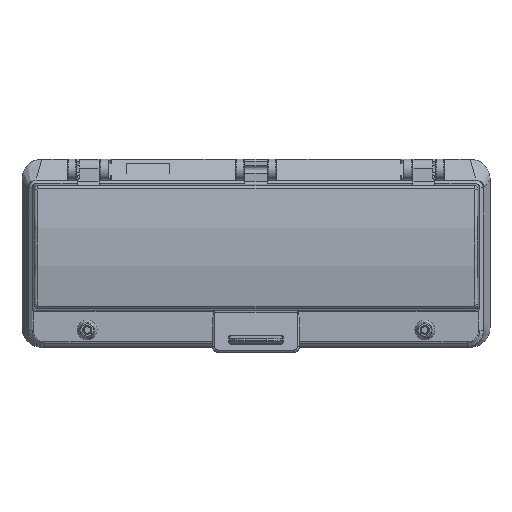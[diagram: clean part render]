
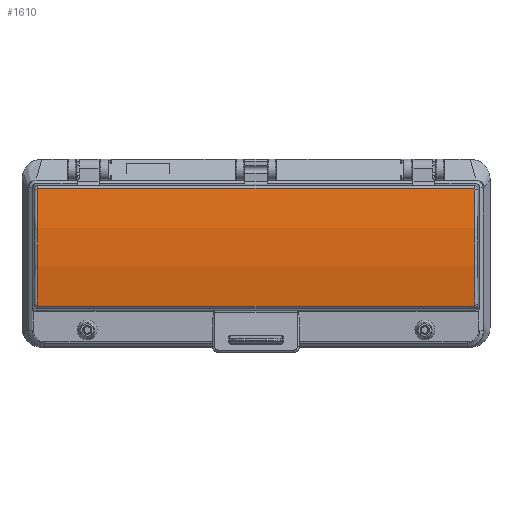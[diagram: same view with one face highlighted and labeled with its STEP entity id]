
A CAD part, top view. The second image highlights one B-rep face of the part: STEP entity #1610.
In plain terms, the highlighted cylindrical face has radius 168.283 mm (diameter 336.566 mm), a partial arc.
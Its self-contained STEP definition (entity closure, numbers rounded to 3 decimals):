
#229=CYLINDRICAL_SURFACE('',#20406,168.283);
#501=B_SPLINE_CURVE_WITH_KNOTS('',3,(#27992,#27993,#27994,#27995,#27996,
#27997,#27998,#27999,#28000,#28001,#28002,#28003),.UNSPECIFIED.,.F.,.F.,
(4,2,2,2,2,4),(0.,0.202,0.404,0.606,
0.814,1.),.UNSPECIFIED.);
#502=B_SPLINE_CURVE_WITH_KNOTS('',3,(#28005,#28006,#28007,#28008),
 .UNSPECIFIED.,.F.,.F.,(4,4),(0.,1.),.UNSPECIFIED.);
#503=B_SPLINE_CURVE_WITH_KNOTS('',3,(#28010,#28011,#28012,#28013),
 .UNSPECIFIED.,.F.,.F.,(4,4),(0.,1.),.UNSPECIFIED.);
#504=B_SPLINE_CURVE_WITH_KNOTS('',3,(#28017,#28018,#28019,#28020),
 .UNSPECIFIED.,.F.,.F.,(4,4),(0.,1.),.UNSPECIFIED.);
#505=B_SPLINE_CURVE_WITH_KNOTS('',3,(#28022,#28023,#28024,#28025),
 .UNSPECIFIED.,.F.,.F.,(4,4),(0.,1.),.UNSPECIFIED.);
#506=B_SPLINE_CURVE_WITH_KNOTS('',3,(#28027,#28028,#28029,#28030,#28031,
#28032,#28033,#28034,#28035,#28036,#28037,#28038),.UNSPECIFIED.,.F.,.F.,
(4,2,2,2,2,4),(0.,0.186,0.394,0.596,
0.798,1.),.UNSPECIFIED.);
#605=FACE_OUTER_BOUND('',#4096,.T.);
#1610=ADVANCED_FACE('',(#605),#229,.T.);
#4096=EDGE_LOOP('',(#5540,#5541,#5542,#5543,#5544,#5545,#5546,#5547));
#5540=ORIENTED_EDGE('',*,*,#13259,.T.);
#5541=ORIENTED_EDGE('',*,*,#13260,.T.);
#5542=ORIENTED_EDGE('',*,*,#13261,.T.);
#5543=ORIENTED_EDGE('',*,*,#13262,.T.);
#5544=ORIENTED_EDGE('',*,*,#13263,.T.);
#5545=ORIENTED_EDGE('',*,*,#13264,.T.);
#5546=ORIENTED_EDGE('',*,*,#13265,.T.);
#5547=ORIENTED_EDGE('',*,*,#13266,.T.);
#11340=VERTEX_POINT('',#27990);
#11341=VERTEX_POINT('',#27991);
#11342=VERTEX_POINT('',#28004);
#11343=VERTEX_POINT('',#28009);
#11344=VERTEX_POINT('',#28014);
#11345=VERTEX_POINT('',#28016);
#11346=VERTEX_POINT('',#28021);
#11347=VERTEX_POINT('',#28026);
#13259=EDGE_CURVE('',#11340,#11341,#16117,.T.);
#13260=EDGE_CURVE('',#11341,#11342,#501,.T.);
#13261=EDGE_CURVE('',#11342,#11343,#502,.T.);
#13262=EDGE_CURVE('',#11343,#11344,#503,.T.);
#13263=EDGE_CURVE('',#11344,#11345,#16118,.T.);
#13264=EDGE_CURVE('',#11345,#11346,#504,.T.);
#13265=EDGE_CURVE('',#11346,#11347,#505,.T.);
#13266=EDGE_CURVE('',#11347,#11340,#506,.T.);
#16117=LINE('',#27989,#18308);
#16118=LINE('',#28015,#18309);
#18308=VECTOR('',#22269,1.);
#18309=VECTOR('',#22270,1.);
#20406=AXIS2_PLACEMENT_3D('',#28039,#22271,#22272);
#22269=DIRECTION('',(-1.,0.,0.));
#22270=DIRECTION('',(1.,0.,0.));
#22271=DIRECTION('',(-1.,0.,0.));
#22272=DIRECTION('',(0.,0.,1.));
#27989=CARTESIAN_POINT('',(161.25,-231.972,10.233));
#27990=CARTESIAN_POINT('',(110.424,-231.972,10.233));
#27991=CARTESIAN_POINT('',(-110.424,-231.972,10.233));
#27992=CARTESIAN_POINT('',(-110.424,-231.972,10.233));
#27993=CARTESIAN_POINT('',(-110.477,-231.972,10.233));
#27994=CARTESIAN_POINT('',(-110.531,-231.981,10.235));
#27995=CARTESIAN_POINT('',(-110.631,-232.015,10.241));
#27996=CARTESIAN_POINT('',(-110.679,-232.042,10.246));
#27997=CARTESIAN_POINT('',(-110.762,-232.108,10.258));
#27998=CARTESIAN_POINT('',(-110.798,-232.148,10.265));
#27999=CARTESIAN_POINT('',(-110.856,-232.238,10.281));
#28000=CARTESIAN_POINT('',(-110.878,-232.289,10.29));
#28001=CARTESIAN_POINT('',(-110.904,-232.388,10.308));
#28002=CARTESIAN_POINT('',(-110.909,-232.437,10.317));
#28003=CARTESIAN_POINT('',(-110.908,-232.485,10.325));
#28004=CARTESIAN_POINT('',(-110.908,-232.485,10.325));
#28005=CARTESIAN_POINT('',(-110.908,-232.485,10.325));
#28006=CARTESIAN_POINT('',(-110.491,-251.861,13.759));
#28007=CARTESIAN_POINT('',(-110.491,-271.839,13.759));
#28008=CARTESIAN_POINT('',(-110.908,-291.215,10.325));
#28009=CARTESIAN_POINT('',(-110.908,-291.215,10.325));
#28010=CARTESIAN_POINT('',(-110.908,-291.215,10.325));
#28011=CARTESIAN_POINT('',(-110.914,-291.484,10.278));
#28012=CARTESIAN_POINT('',(-110.695,-291.726,10.234));
#28013=CARTESIAN_POINT('',(-110.424,-291.728,10.233));
#28014=CARTESIAN_POINT('',(-110.424,-291.728,10.233));
#28015=CARTESIAN_POINT('',(161.25,-291.728,10.233));
#28016=CARTESIAN_POINT('',(110.424,-291.728,10.233));
#28017=CARTESIAN_POINT('',(110.424,-291.728,10.233));
#28018=CARTESIAN_POINT('',(110.694,-291.726,10.234));
#28019=CARTESIAN_POINT('',(110.914,-291.485,10.277));
#28020=CARTESIAN_POINT('',(110.908,-291.215,10.325));
#28021=CARTESIAN_POINT('',(110.908,-291.215,10.325));
#28022=CARTESIAN_POINT('',(110.908,-291.215,10.325));
#28023=CARTESIAN_POINT('',(110.491,-271.839,13.759));
#28024=CARTESIAN_POINT('',(110.491,-251.861,13.759));
#28025=CARTESIAN_POINT('',(110.908,-232.485,10.325));
#28026=CARTESIAN_POINT('',(110.908,-232.485,10.325));
#28027=CARTESIAN_POINT('',(110.908,-232.485,10.325));
#28028=CARTESIAN_POINT('',(110.909,-232.437,10.317));
#28029=CARTESIAN_POINT('',(110.904,-232.388,10.308));
#28030=CARTESIAN_POINT('',(110.878,-232.289,10.29));
#28031=CARTESIAN_POINT('',(110.856,-232.238,10.281));
#28032=CARTESIAN_POINT('',(110.798,-232.148,10.265));
#28033=CARTESIAN_POINT('',(110.762,-232.108,10.258));
#28034=CARTESIAN_POINT('',(110.679,-232.042,10.246));
#28035=CARTESIAN_POINT('',(110.631,-232.015,10.241));
#28036=CARTESIAN_POINT('',(110.531,-231.981,10.235));
#28037=CARTESIAN_POINT('',(110.477,-231.972,10.233));
#28038=CARTESIAN_POINT('',(110.424,-231.972,10.233));
#28039=CARTESIAN_POINT('',(161.25,-261.85,-155.376));
